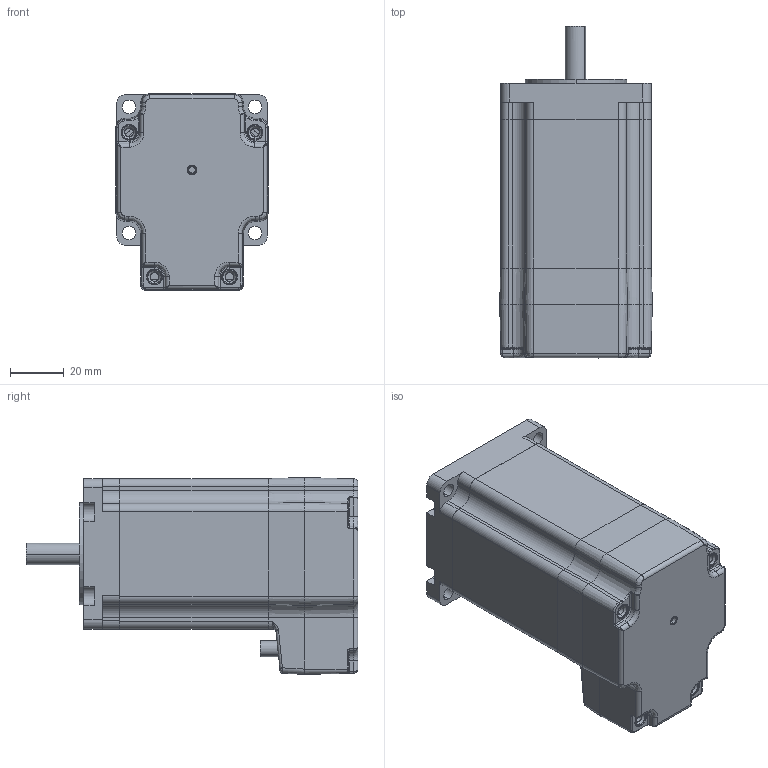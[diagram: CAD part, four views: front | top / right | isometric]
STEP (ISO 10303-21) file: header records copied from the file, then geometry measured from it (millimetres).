
FILE_DESCRIPTION (( 'STEP AP214' ), '1' );
FILE_NAME ('AM23RS4DMA-2015.9.16.STEP', '2015-09-16T08:13:23', ( '' ), ( '' ), 'SwSTEP 2.0', 'SolidWorks 2014', '' );
FILE_SCHEMA (( 'AUTOMOTIVE_DESIGN' ));
Length unit declared in the file: millimetre
Products named in the file (2): AM23RS4DMA-2015.9.16
Bounding box: 57.06 x 124 x 73.58 mm (x, y, z)
Surface area: 39508.4 mm2 (no closed solid volume)
Topology: 0 solids, 17 shells, 376 faces, 1583 edges, 1218 vertices
Faces by surface type: cylinder 168, plane 111, bspline 61, cone 36
Entity records: 23420 total; most frequent: CARTESIAN_POINT 6302, DIRECTION 2870, ORIENTED_EDGE 2374, EDGE_CURVE 1573, VERTEX_POINT 1218, AXIS2_PLACEMENT_3D 1108, CIRCLE 791, VECTOR 654
